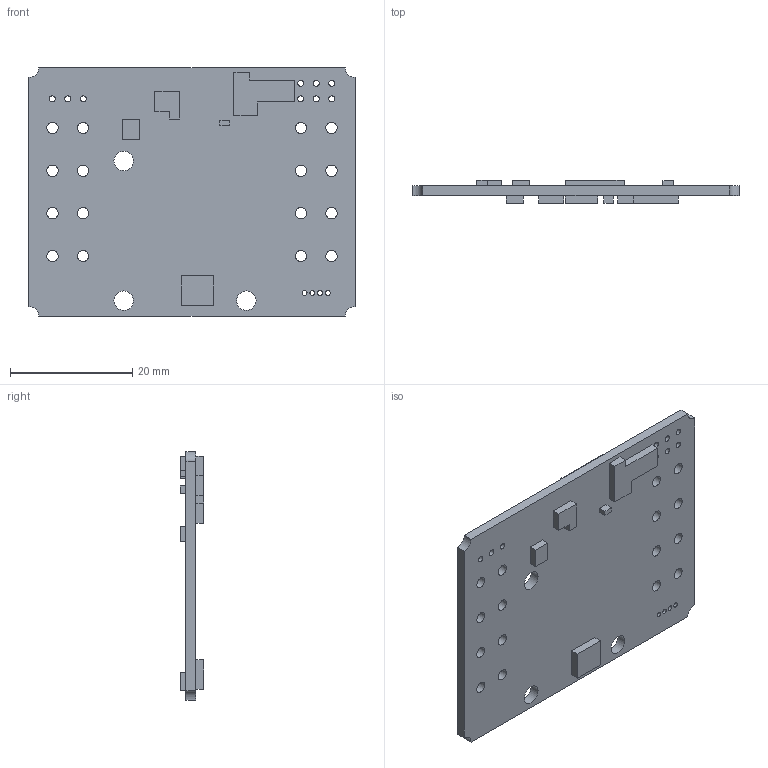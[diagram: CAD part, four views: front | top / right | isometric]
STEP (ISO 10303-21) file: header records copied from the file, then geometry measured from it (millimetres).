
FILE_DESCRIPTION(/* description */ (''),/* implementation_level */ '2;1');
FILE_NAME(/* name */ 'RR-SPARK-BD-B.ipt.step',/* time_stamp */ '2017-01-04T15:02:25-08:00',/* author */ ('PhillipD'),/* organization */ (''),/* preprocessor_version */ 'ST-DEVELOPER v16.5',/* originating_system */ 'Autodesk Inventor 2017',/* authorisation */ '');
FILE_SCHEMA (('AUTOMOTIVE_DESIGN { 1 0 10303 214 3 1 1 }'));
Length unit declared in the file: millimetre
Products named in the file (1): RR-SPARK-BD-B
Bounding box: 53.34 x 3.8 x 40.64 mm (x, y, z)
Volume: 3509.9 mm3; surface area: 4891.2 mm2
Topology: 1 solids, 1 shells, 98 faces, 261 edges, 174 vertices
Faces by surface type: plane 62, cylinder 36
Full cylindrical faces by diameter (mm): 0.8 x4, 0.991 x9, 1.85 x16, 3.175 x3
Entity records: 3117 total; most frequent: CARTESIAN_POINT 500, DIRECTION 499, ORIENTED_EDGE 456, EDGE_CURVE 228, EDGE_LOOP 203, VERTEX_POINT 173, AXIS2_PLACEMENT_3D 172, LINE 155
